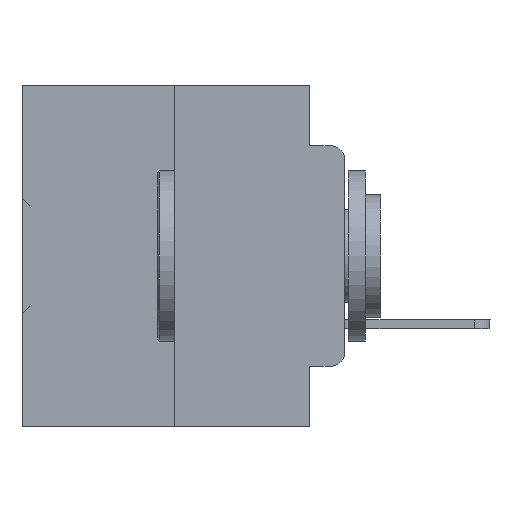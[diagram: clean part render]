
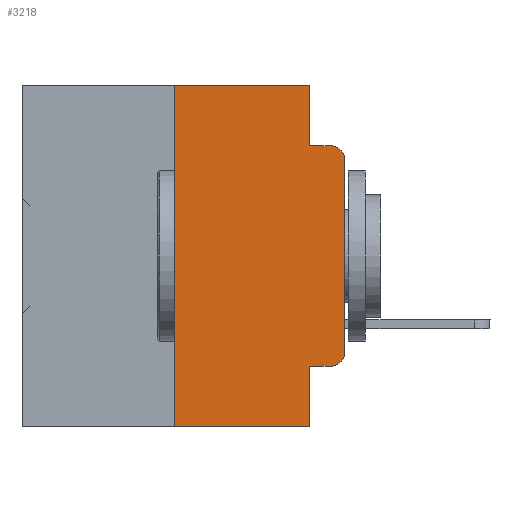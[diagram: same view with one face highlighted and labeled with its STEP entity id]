
A CAD part, left-side view. The second image highlights one B-rep face of the part: STEP entity #3218.
In plain terms, the highlighted planar face has unit normal (-1, 0, 0).
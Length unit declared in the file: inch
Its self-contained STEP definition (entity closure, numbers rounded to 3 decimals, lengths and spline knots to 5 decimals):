
#40 = EDGE_CURVE ( 'NONE', #32082, #11455, #21610, .T. ) ;
#1172 = DIRECTION ( 'NONE',  ( 0., 0., -1. ) ) ;
#1420 = CARTESIAN_POINT ( 'NONE',  ( 0., 0.051, -0.4115 ) ) ;
#1919 = EDGE_CURVE ( 'NONE', #32082, #16853, #7428, .T. ) ;
#1921 = FACE_OUTER_BOUND ( 'NONE', #28877, .T. ) ;
#1966 = CARTESIAN_POINT ( 'NONE',  ( 0., 0.473, 0. ) ) ;
#2062 = VECTOR ( 'NONE', #1172, 39.37008 ) ;
#2602 = CARTESIAN_POINT ( 'NONE',  ( 0., 0.051, -0.0885 ) ) ;
#3218 = ADVANCED_FACE ( 'NONE', ( #1921 ), #9454, .F. ) ;
#4325 = CARTESIAN_POINT ( 'NONE',  ( 0., 0.051, -0.5 ) ) ;
#4741 = DIRECTION ( 'NONE',  ( 0., -1., 0. ) ) ;
#4759 = CARTESIAN_POINT ( 'NONE',  ( 0., 0.02, -0.3915 ) ) ;
#5027 = DIRECTION ( 'NONE',  ( 0., -1., 0. ) ) ;
#5116 = CARTESIAN_POINT ( 'NONE',  ( 0., 0.473, -0.5 ) ) ;
#5877 = AXIS2_PLACEMENT_3D ( 'NONE', #30278, #18057, #15757 ) ;
#5918 = CIRCLE ( 'NONE', #30928, 0.02 ) ;
#6003 = ORIENTED_EDGE ( 'NONE', *, *, #23910, .F. ) ;
#6499 = DIRECTION ( 'NONE',  ( 0., 0., 1. ) ) ;
#7428 = LINE ( 'NONE', #5116, #15663 ) ;
#7640 = CARTESIAN_POINT ( 'NONE',  ( 0., 0., -0.1085 ) ) ;
#7649 = ORIENTED_EDGE ( 'NONE', *, *, #16183, .T. ) ;
#8000 = CARTESIAN_POINT ( 'NONE',  ( 0., 0.25, -0.5 ) ) ;
#8614 = EDGE_CURVE ( 'NONE', #17688, #26964, #37182, .T. ) ;
#8754 = CARTESIAN_POINT ( 'NONE',  ( 0., 0.051, 0. ) ) ;
#9449 = LINE ( 'NONE', #29700, #17692 ) ;
#9454 = PLANE ( 'NONE',  #5877 ) ;
#11089 = CARTESIAN_POINT ( 'NONE',  ( 0., 0.02, -0.1085 ) ) ;
#11210 = VERTEX_POINT ( 'NONE', #1420 ) ;
#11374 = ORIENTED_EDGE ( 'NONE', *, *, #32021, .T. ) ;
#11455 = VERTEX_POINT ( 'NONE', #12091 ) ;
#12091 = CARTESIAN_POINT ( 'NONE',  ( 0., 0.25, 0. ) ) ;
#12461 = DIRECTION ( 'NONE',  ( 0., 0., 1. ) ) ;
#13763 = DIRECTION ( 'NONE',  ( -1., 0., 0. ) ) ;
#13947 = AXIS2_PLACEMENT_3D ( 'NONE', #11089, #13763, #31525 ) ;
#15663 = VECTOR ( 'NONE', #4741, 39.37008 ) ;
#15757 = DIRECTION ( 'NONE',  ( 0., 0., -1. ) ) ;
#15927 = VERTEX_POINT ( 'NONE', #32513 ) ;
#16157 = VERTEX_POINT ( 'NONE', #30957 ) ;
#16183 = EDGE_CURVE ( 'NONE', #21513, #26964, #17632, .T. ) ;
#16196 = ORIENTED_EDGE ( 'NONE', *, *, #17316, .T. ) ;
#16221 = CARTESIAN_POINT ( 'NONE',  ( 0., 0.051, -0.0885 ) ) ;
#16853 = VERTEX_POINT ( 'NONE', #4325 ) ;
#17316 = EDGE_CURVE ( 'NONE', #11210, #15927, #9449, .T. ) ;
#17632 = CIRCLE ( 'NONE', #13947, 0.02 ) ;
#17688 = VERTEX_POINT ( 'NONE', #16221 ) ;
#17692 = VECTOR ( 'NONE', #36010, 39.37008 ) ;
#18057 = DIRECTION ( 'NONE',  ( 1., 0., 0. ) ) ;
#18322 = VECTOR ( 'NONE', #34322, 39.37008 ) ;
#19203 = VECTOR ( 'NONE', #5027, 39.37008 ) ;
#20075 = CARTESIAN_POINT ( 'NONE',  ( 0., 0., -0.3915 ) ) ;
#21420 = CARTESIAN_POINT ( 'NONE',  ( 0., 0.25, 0. ) ) ;
#21513 = VERTEX_POINT ( 'NONE', #7640 ) ;
#21610 = LINE ( 'NONE', #21420, #32030 ) ;
#22572 = LINE ( 'NONE', #1966, #19203 ) ;
#23317 = CARTESIAN_POINT ( 'NONE',  ( 0., 0., 0. ) ) ;
#23910 = EDGE_CURVE ( 'NONE', #11455, #16157, #22572, .T. ) ;
#24063 = ORIENTED_EDGE ( 'NONE', *, *, #1919, .T. ) ;
#24218 = EDGE_CURVE ( 'NONE', #16157, #17688, #27161, .T. ) ;
#24571 = VECTOR ( 'NONE', #6499, 39.37008 ) ;
#25787 = EDGE_CURVE ( 'NONE', #30253, #21513, #26937, .T. ) ;
#26028 = ORIENTED_EDGE ( 'NONE', *, *, #24218, .F. ) ;
#26937 = LINE ( 'NONE', #23317, #24571 ) ;
#26964 = VERTEX_POINT ( 'NONE', #35067 ) ;
#27161 = LINE ( 'NONE', #30419, #2062 ) ;
#27397 = ORIENTED_EDGE ( 'NONE', *, *, #40, .F. ) ;
#28251 = DIRECTION ( 'NONE',  ( -1., 0., 0. ) ) ;
#28877 = EDGE_LOOP ( 'NONE', ( #29307, #7649, #37297, #26028, #6003, #27397, #24063, #28923, #16196, #11374 ) ) ;
#28923 = ORIENTED_EDGE ( 'NONE', *, *, #29599, .F. ) ;
#29307 = ORIENTED_EDGE ( 'NONE', *, *, #25787, .T. ) ;
#29599 = EDGE_CURVE ( 'NONE', #11210, #16853, #33161, .T. ) ;
#29602 = VECTOR ( 'NONE', #36028, 39.37008 ) ;
#29700 = CARTESIAN_POINT ( 'NONE',  ( 0., 0.051, -0.4115 ) ) ;
#30253 = VERTEX_POINT ( 'NONE', #20075 ) ;
#30278 = CARTESIAN_POINT ( 'NONE',  ( 0., 0.473, 0. ) ) ;
#30419 = CARTESIAN_POINT ( 'NONE',  ( 0., 0.051, 0. ) ) ;
#30928 = AXIS2_PLACEMENT_3D ( 'NONE', #4759, #28251, #36485 ) ;
#30957 = CARTESIAN_POINT ( 'NONE',  ( 0., 0.051, 0. ) ) ;
#31525 = DIRECTION ( 'NONE',  ( 0., 0., -1. ) ) ;
#32021 = EDGE_CURVE ( 'NONE', #15927, #30253, #5918, .T. ) ;
#32030 = VECTOR ( 'NONE', #12461, 39.37008 ) ;
#32082 = VERTEX_POINT ( 'NONE', #8000 ) ;
#32513 = CARTESIAN_POINT ( 'NONE',  ( 0., 0.02, -0.4115 ) ) ;
#33161 = LINE ( 'NONE', #8754, #29602 ) ;
#34322 = DIRECTION ( 'NONE',  ( 0., -1., 0. ) ) ;
#35067 = CARTESIAN_POINT ( 'NONE',  ( 0., 0.02, -0.0885 ) ) ;
#36010 = DIRECTION ( 'NONE',  ( 0., -1., 0. ) ) ;
#36028 = DIRECTION ( 'NONE',  ( 0., 0., -1. ) ) ;
#36485 = DIRECTION ( 'NONE',  ( 0., 0., -1. ) ) ;
#37182 = LINE ( 'NONE', #2602, #18322 ) ;
#37297 = ORIENTED_EDGE ( 'NONE', *, *, #8614, .F. ) ;
